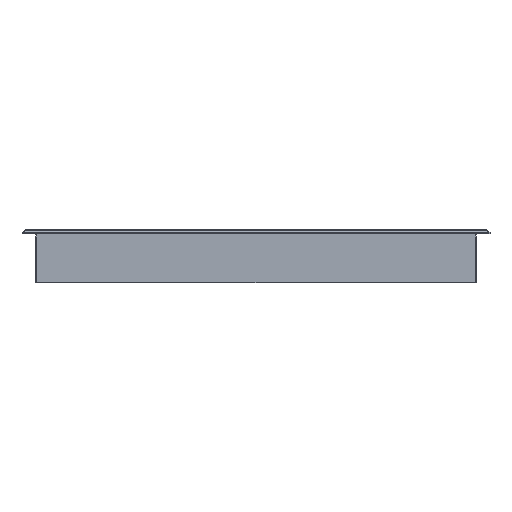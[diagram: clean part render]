
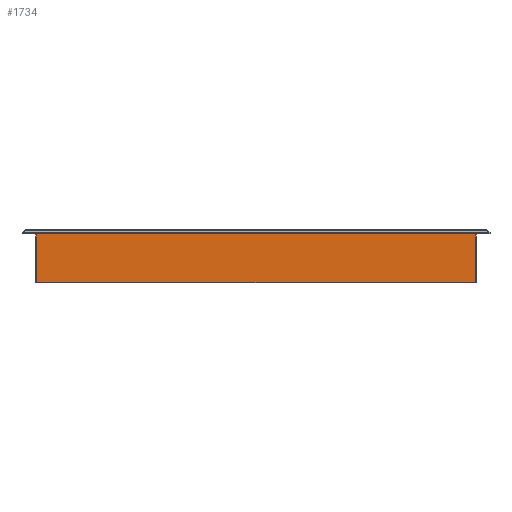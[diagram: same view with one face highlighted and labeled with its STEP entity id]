
A CAD part, front view. The second image highlights one B-rep face of the part: STEP entity #1734.
In plain terms, the highlighted planar face has unit normal (0, -1, 0).
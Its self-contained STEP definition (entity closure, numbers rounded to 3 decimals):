
#98 = LINE ( 'NONE', #3997, #2103 ) ;
#192 = ORIENTED_EDGE ( 'NONE', *, *, #2354, .F. ) ;
#297 = CARTESIAN_POINT ( 'NONE',  ( -215., -215., -47.5 ) ) ;
#324 = LINE ( 'NONE', #3587, #1471 ) ;
#912 = CARTESIAN_POINT ( 'NONE',  ( -215., -215., -47.5 ) ) ;
#1017 = VERTEX_POINT ( 'NONE', #1372 ) ;
#1116 = VECTOR ( 'NONE', #2536, 1000. ) ;
#1222 = VERTEX_POINT ( 'NONE', #297 ) ;
#1234 = LINE ( 'NONE', #1523, #1116 ) ;
#1276 = CARTESIAN_POINT ( 'NONE',  ( -215., -215., 0. ) ) ;
#1372 = CARTESIAN_POINT ( 'NONE',  ( 215., -215., 0. ) ) ;
#1471 = VECTOR ( 'NONE', #3285, 1000. ) ;
#1523 = CARTESIAN_POINT ( 'NONE',  ( -215., -215., -47.5 ) ) ;
#1540 = PLANE ( 'NONE',  #4176 ) ;
#1734 = ADVANCED_FACE ( 'NONE', ( #3296 ), #1540, .T. ) ;
#1828 = ORIENTED_EDGE ( 'NONE', *, *, #2319, .T. ) ;
#1845 = CARTESIAN_POINT ( 'NONE',  ( 215., -215., -47.5 ) ) ;
#2016 = DIRECTION ( 'NONE',  ( 0., 0., 1. ) ) ;
#2090 = EDGE_CURVE ( 'NONE', #3865, #1017, #324, .T. ) ;
#2103 = VECTOR ( 'NONE', #2016, 1000. ) ;
#2119 = DIRECTION ( 'NONE',  ( 0., 0., 1. ) ) ;
#2252 = DIRECTION ( 'NONE',  ( 0., -1., 0. ) ) ;
#2319 = EDGE_CURVE ( 'NONE', #4026, #1017, #98, .T. ) ;
#2354 = EDGE_CURVE ( 'NONE', #1222, #3865, #2445, .T. ) ;
#2445 = LINE ( 'NONE', #3103, #2914 ) ;
#2536 = DIRECTION ( 'NONE',  ( 1., 0., 0. ) ) ;
#2764 = ORIENTED_EDGE ( 'NONE', *, *, #3345, .T. ) ;
#2914 = VECTOR ( 'NONE', #2119, 1000. ) ;
#3103 = CARTESIAN_POINT ( 'NONE',  ( -215., -215., -47.5 ) ) ;
#3285 = DIRECTION ( 'NONE',  ( 1., 0., 0. ) ) ;
#3296 = FACE_OUTER_BOUND ( 'NONE', #4090, .T. ) ;
#3345 = EDGE_CURVE ( 'NONE', #1222, #4026, #1234, .T. ) ;
#3557 = DIRECTION ( 'NONE',  ( 1., 0., 0. ) ) ;
#3587 = CARTESIAN_POINT ( 'NONE',  ( 215., -215., 0. ) ) ;
#3793 = ORIENTED_EDGE ( 'NONE', *, *, #2090, .F. ) ;
#3865 = VERTEX_POINT ( 'NONE', #1276 ) ;
#3997 = CARTESIAN_POINT ( 'NONE',  ( 215., -215., -47.5 ) ) ;
#4026 = VERTEX_POINT ( 'NONE', #1845 ) ;
#4090 = EDGE_LOOP ( 'NONE', ( #1828, #3793, #192, #2764 ) ) ;
#4176 = AXIS2_PLACEMENT_3D ( 'NONE', #912, #2252, #3557 ) ;
